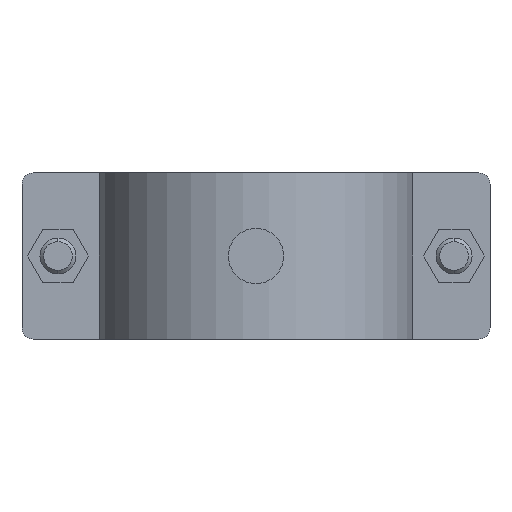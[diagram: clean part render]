
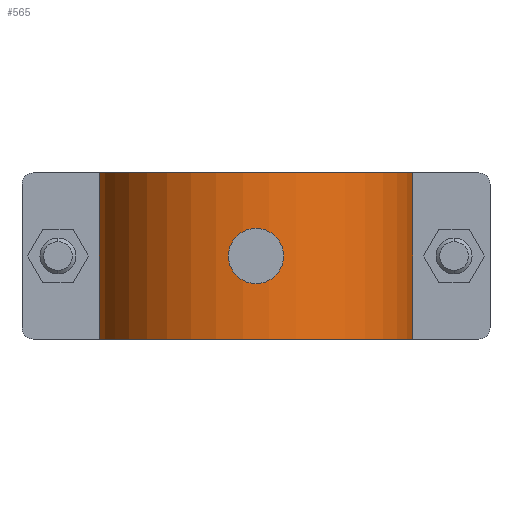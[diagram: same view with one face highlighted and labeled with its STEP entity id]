
A CAD part, front view. The second image highlights one B-rep face of the part: STEP entity #565.
In plain terms, the highlighted cylindrical face has radius 28.5 mm (diameter 57 mm), a partial arc.
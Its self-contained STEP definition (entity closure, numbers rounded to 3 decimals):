
#45 = CARTESIAN_POINT ( 'NONE',  ( -28.284, -3.5, -15. ) ) ;
#46 = DIRECTION ( 'NONE',  ( 1., 0., 0. ) ) ;
#240 = AXIS2_PLACEMENT_3D ( 'NONE', #772, #400, #1198 ) ;
#253 = AXIS2_PLACEMENT_3D ( 'NONE', #1075, #2575, #46 ) ;
#269 = EDGE_CURVE ( 'NONE', #1085, #2431, #1879, .T. ) ;
#384 = DIRECTION ( 'NONE',  ( 0., 0., -1. ) ) ;
#400 = DIRECTION ( 'NONE',  ( 0., 0., 1. ) ) ;
#423 = EDGE_CURVE ( 'NONE', #1123, #2431, #2099, .T. ) ;
#565 = ADVANCED_FACE ( 'NONE', ( #2557 ), #1938, .T. ) ;
#592 = CARTESIAN_POINT ( 'NONE',  ( -28.284, -3.5, 15. ) ) ;
#671 = CARTESIAN_POINT ( 'NONE',  ( 28.284, -3.5, -15. ) ) ;
#717 = VECTOR ( 'NONE', #2100, 1000. ) ;
#772 = CARTESIAN_POINT ( 'NONE',  ( 0., 0., -15. ) ) ;
#944 = CIRCLE ( 'NONE', #253, 28.5 ) ;
#1004 = ORIENTED_EDGE ( 'NONE', *, *, #2139, .T. ) ;
#1074 = AXIS2_PLACEMENT_3D ( 'NONE', #1494, #1949, #2129 ) ;
#1075 = CARTESIAN_POINT ( 'NONE',  ( 0., 0., 15. ) ) ;
#1085 = VERTEX_POINT ( 'NONE', #2222 ) ;
#1123 = VERTEX_POINT ( 'NONE', #45 ) ;
#1198 = DIRECTION ( 'NONE',  ( 1., 0., 0. ) ) ;
#1452 = VECTOR ( 'NONE', #384, 1000. ) ;
#1466 = CARTESIAN_POINT ( 'NONE',  ( 28.284, -3.5, 15. ) ) ;
#1494 = CARTESIAN_POINT ( 'NONE',  ( 0., 0., 15. ) ) ;
#1750 = ORIENTED_EDGE ( 'NONE', *, *, #423, .T. ) ;
#1879 = LINE ( 'NONE', #1466, #717 ) ;
#1938 = CYLINDRICAL_SURFACE ( 'NONE', #1074, 28.5 ) ;
#1949 = DIRECTION ( 'NONE',  ( 0., 0., -1. ) ) ;
#2099 = CIRCLE ( 'NONE', #240, 28.5 ) ;
#2100 = DIRECTION ( 'NONE',  ( 0., 0., -1. ) ) ;
#2129 = DIRECTION ( 'NONE',  ( -1., 0., 0. ) ) ;
#2139 = EDGE_CURVE ( 'NONE', #2523, #1123, #2487, .T. ) ;
#2155 = CARTESIAN_POINT ( 'NONE',  ( -28.284, -3.5, 15. ) ) ;
#2222 = CARTESIAN_POINT ( 'NONE',  ( 28.284, -3.5, 15. ) ) ;
#2298 = EDGE_CURVE ( 'NONE', #2523, #1085, #944, .T. ) ;
#2431 = VERTEX_POINT ( 'NONE', #671 ) ;
#2487 = LINE ( 'NONE', #592, #1452 ) ;
#2523 = VERTEX_POINT ( 'NONE', #2155 ) ;
#2537 = EDGE_LOOP ( 'NONE', ( #1750, #2549, #2653, #1004 ) ) ;
#2549 = ORIENTED_EDGE ( 'NONE', *, *, #269, .F. ) ;
#2557 = FACE_OUTER_BOUND ( 'NONE', #2537, .T. ) ;
#2575 = DIRECTION ( 'NONE',  ( 0., 0., 1. ) ) ;
#2653 = ORIENTED_EDGE ( 'NONE', *, *, #2298, .F. ) ;
